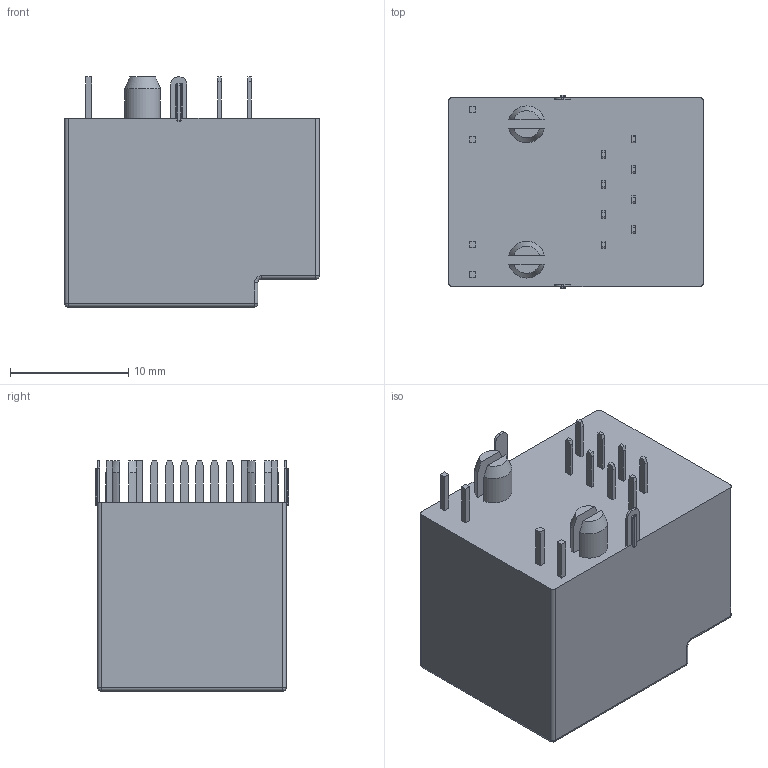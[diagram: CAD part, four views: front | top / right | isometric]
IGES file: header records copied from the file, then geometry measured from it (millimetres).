
Start section:  PTC IGES file: tjlc-001ta1.igs
Global section: file name: tjlc-001ta1.igs; native system: Pro/ENGINEER by Parametric Technology Corporation; preprocessor: 2007170; author: Administrator; organization: Unknown; date: 20150602.214319; units: millimetre
Bounding box: 21.54 x 16.36 x 19.45 mm (x, y, z)
Volume: 4278.6 mm3; surface area: 2702 mm2
Topology: 1 solids, 1 shells, 282 faces, 702 edges, 450 vertices
Faces by surface type: bspline 215, revolution 65, extrusion 2
